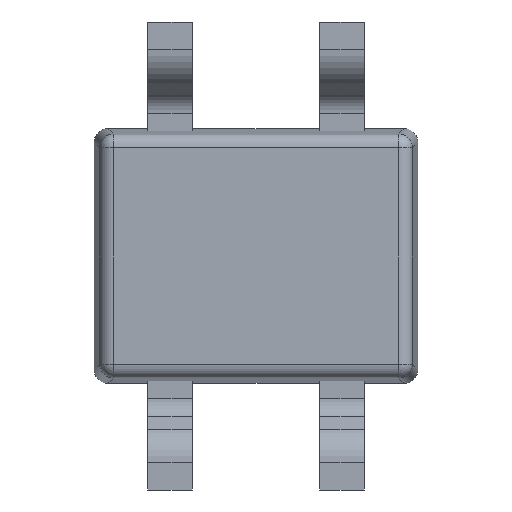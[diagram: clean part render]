
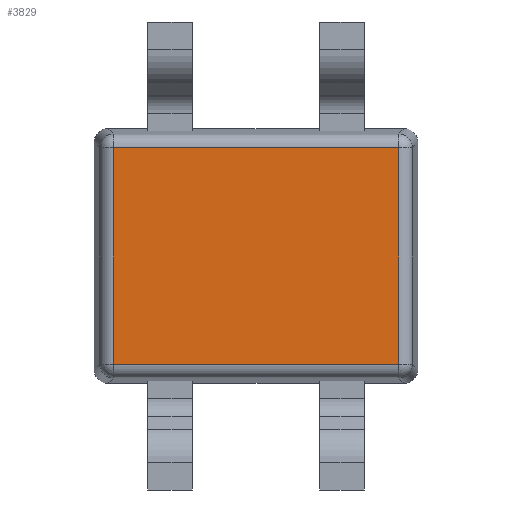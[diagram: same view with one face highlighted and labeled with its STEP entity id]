
A CAD part, front view. The second image highlights one B-rep face of the part: STEP entity #3829.
In plain terms, the highlighted planar face has unit normal (0, -1, 0).
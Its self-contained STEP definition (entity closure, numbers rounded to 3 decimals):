
#82 = VERTEX_POINT ( 'NONE', #2734 ) ;
#221 = VERTEX_POINT ( 'NONE', #1619 ) ;
#256 = EDGE_CURVE ( 'NONE', #221, #2668, #2879, .T. ) ;
#271 = CARTESIAN_POINT ( 'NONE',  ( 0., 0.2, 1.573 ) ) ;
#478 = CARTESIAN_POINT ( 'NONE',  ( -2.073, 0.2, 0. ) ) ;
#652 = DIRECTION ( 'NONE',  ( -1., 0., 0. ) ) ;
#944 = VECTOR ( 'NONE', #3989, 1000. ) ;
#1063 = AXIS2_PLACEMENT_3D ( 'NONE', #1487, #1879, #4532 ) ;
#1111 = PLANE ( 'NONE',  #1063 ) ;
#1435 = EDGE_CURVE ( 'NONE', #2668, #2707, #1936, .T. ) ;
#1487 = CARTESIAN_POINT ( 'NONE',  ( 0., 0.2, 0. ) ) ;
#1619 = CARTESIAN_POINT ( 'NONE',  ( -2.073, 0.2, 1.573 ) ) ;
#1720 = CARTESIAN_POINT ( 'NONE',  ( 0., 0.2, -1.573 ) ) ;
#1773 = FACE_OUTER_BOUND ( 'NONE', #3342, .T. ) ;
#1845 = VECTOR ( 'NONE', #2406, 1000. ) ;
#1848 = ORIENTED_EDGE ( 'NONE', *, *, #256, .T. ) ;
#1879 = DIRECTION ( 'NONE',  ( 0., -1., 0. ) ) ;
#1936 = LINE ( 'NONE', #1720, #944 ) ;
#2355 = ORIENTED_EDGE ( 'NONE', *, *, #1435, .T. ) ;
#2367 = EDGE_CURVE ( 'NONE', #2707, #82, #2531, .T. ) ;
#2406 = DIRECTION ( 'NONE',  ( 0., 0., -1. ) ) ;
#2531 = LINE ( 'NONE', #4254, #4427 ) ;
#2668 = VERTEX_POINT ( 'NONE', #3350 ) ;
#2707 = VERTEX_POINT ( 'NONE', #4126 ) ;
#2734 = CARTESIAN_POINT ( 'NONE',  ( 2.073, 0.2, 1.573 ) ) ;
#2879 = LINE ( 'NONE', #478, #1845 ) ;
#3038 = LINE ( 'NONE', #271, #3955 ) ;
#3151 = DIRECTION ( 'NONE',  ( 0., 0., 1. ) ) ;
#3342 = EDGE_LOOP ( 'NONE', ( #1848, #2355, #3484, #3694 ) ) ;
#3350 = CARTESIAN_POINT ( 'NONE',  ( -2.073, 0.2, -1.573 ) ) ;
#3484 = ORIENTED_EDGE ( 'NONE', *, *, #2367, .T. ) ;
#3694 = ORIENTED_EDGE ( 'NONE', *, *, #4581, .T. ) ;
#3829 = ADVANCED_FACE ( 'NONE', ( #1773 ), #1111, .T. ) ;
#3955 = VECTOR ( 'NONE', #652, 1000. ) ;
#3989 = DIRECTION ( 'NONE',  ( 1., 0., 0. ) ) ;
#4126 = CARTESIAN_POINT ( 'NONE',  ( 2.073, 0.2, -1.573 ) ) ;
#4254 = CARTESIAN_POINT ( 'NONE',  ( 2.073, 0.2, 0. ) ) ;
#4427 = VECTOR ( 'NONE', #3151, 1000. ) ;
#4532 = DIRECTION ( 'NONE',  ( 0., 0., -1. ) ) ;
#4581 = EDGE_CURVE ( 'NONE', #82, #221, #3038, .T. ) ;
